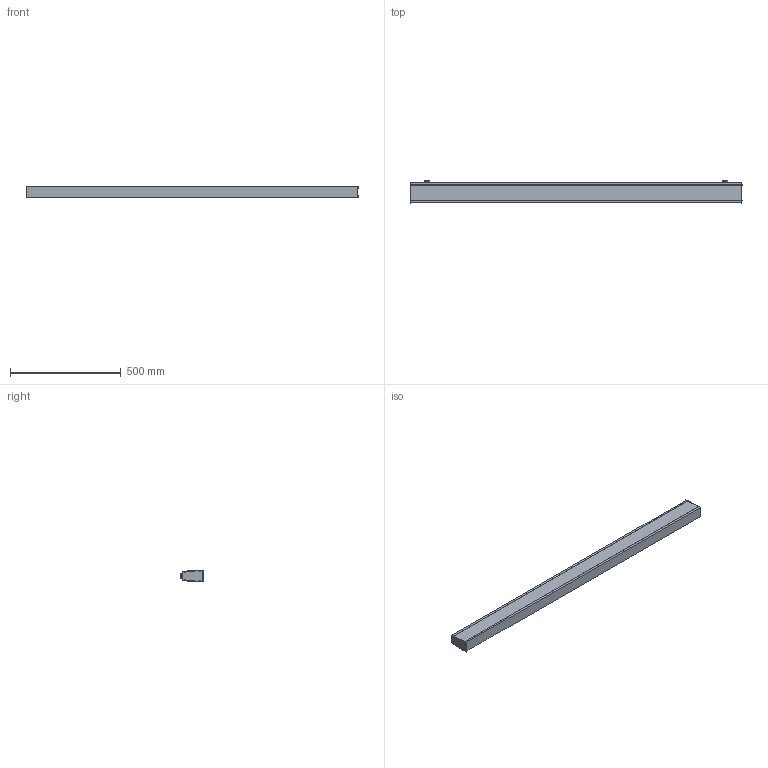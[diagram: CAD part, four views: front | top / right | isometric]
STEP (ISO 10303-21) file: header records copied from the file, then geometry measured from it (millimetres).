
FILE_DESCRIPTION (( 'STEP AP214' ), '1' );
FILE_NAME ('LED MALL ECO 35 D30 IP54.STEP', '2018-06-22T04:33:35', ( '' ), ( '' ), 'SwSTEP 2.0', 'SolidWorks 2013', '' );
FILE_SCHEMA (( 'AUTOMOTIVE_DESIGN' ));
Length unit declared in the file: millimetre
Products named in the file (1): LED MALL ECO 35 D30 IP54
Bounding box: 1500 x 100 x 53 mm (x, y, z)
Volume: 5998704.6 mm3; surface area: 476335.3 mm2
Topology: 2 solids, 2 shells, 137 faces, 343 edges, 220 vertices
Faces by surface type: plane 95, cylinder 25, torus 16, sphere 1
Entity records: 4929 total; most frequent: DIRECTION 717, CARTESIAN_POINT 715, ORIENTED_EDGE 684, EDGE_CURVE 342, AXIS2_PLACEMENT_3D 242, VECTOR 233, LINE 233, VERTEX_POINT 220
